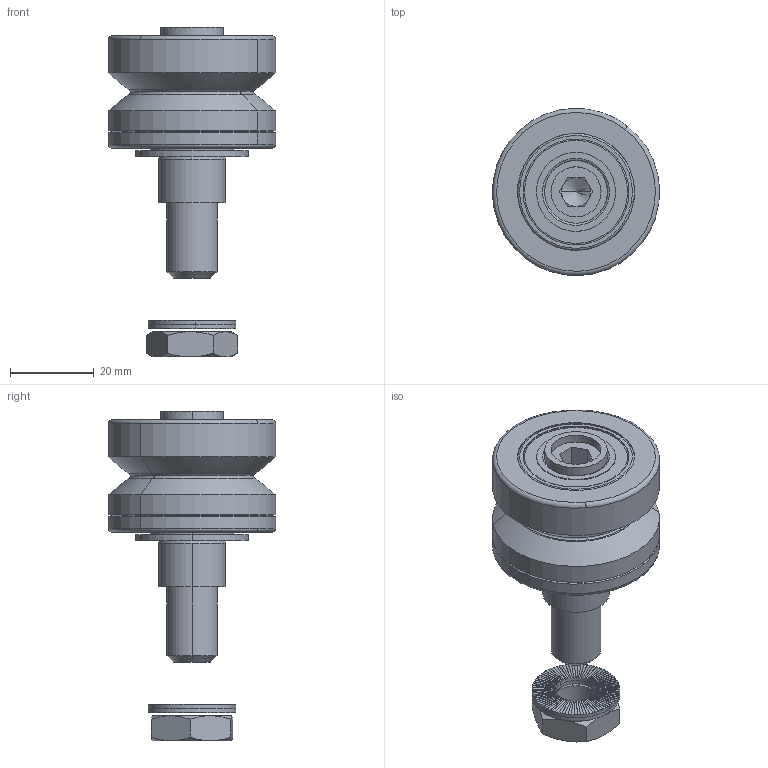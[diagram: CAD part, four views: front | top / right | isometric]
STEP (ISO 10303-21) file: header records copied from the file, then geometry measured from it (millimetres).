
FILE_DESCRIPTION (( 'STEP AP214' ), '1' );
FILE_NAME ('FR80-40.STEP', '2013-01-09T11:08:06', ( 'ALFATEC' ), ( '' ), 'SwSTEP 2.0', 'SolidWorks 2012', '' );
FILE_SCHEMA (( 'AUTOMOTIVE_DESIGN' ));
Length unit declared in the file: millimetre
Products named in the file (1): FR80-40
Bounding box: 39.98 x 39.98 x 78.85 mm (x, y, z)
Volume: 37746.2 mm3; surface area: 20566.7 mm2
Topology: 28 solids, 28 shells, 574 faces, 1602 edges, 1055 vertices
Faces by surface type: plane 403, cylinder 62, sphere 40, torus 36, cone 33
Entity records: 24202 total; most frequent: CARTESIAN_POINT 4670, ORIENTED_EDGE 2996, DIRECTION 2421, EDGE_CURVE 1498, VERTEX_POINT 995, AXIS2_PLACEMENT_3D 866, VECTOR 689, LINE 689
